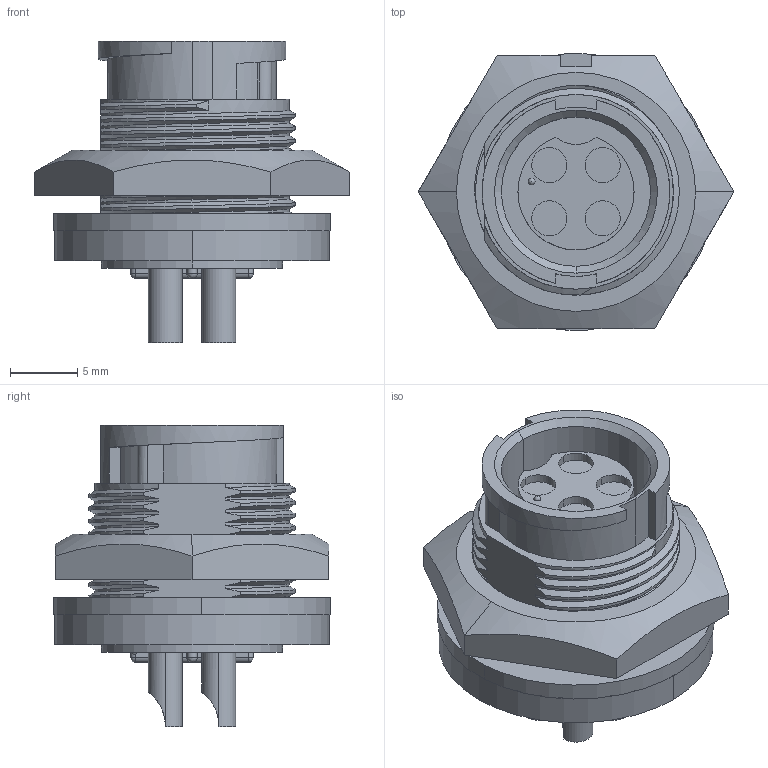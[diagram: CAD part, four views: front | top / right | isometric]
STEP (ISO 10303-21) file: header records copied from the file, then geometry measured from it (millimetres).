
FILE_DESCRIPTION (( 'STEP AP203' ), '1' );
FILE_NAME ('7382-XSG-300.STEP', '2012-10-05T14:48:46', ( 'J0FPBF1' ), ( '' ), 'SwSTEP 2.0', 'SolidWorks 2011', '' );
FILE_SCHEMA (( 'CONFIG_CONTROL_DESIGN' ));
Length unit declared in the file: inch
Products named in the file (1): 7382-XSG-300
Bounding box: 23.46 x 20.58 x 22.43 mm (x, y, z)
Volume: 3479.1 mm3; surface area: 3127.1 mm2
Topology: 2 solids, 2 shells, 179 faces, 471 edges, 307 vertices
Faces by surface type: cylinder 97, plane 48, bspline 24, sphere 6, cone 4
Entity records: 11487 total; most frequent: CARTESIAN_POINT 7514, ORIENTED_EDGE 918, DIRECTION 687, EDGE_CURVE 459, VERTEX_POINT 301, AXIS2_PLACEMENT_3D 251, EDGE_LOOP 198, VECTOR 185
